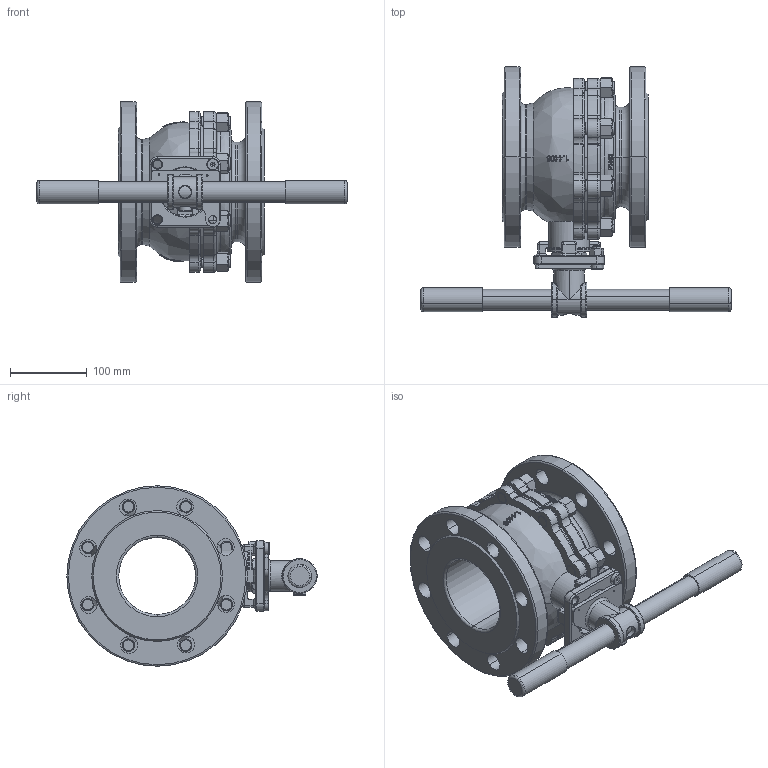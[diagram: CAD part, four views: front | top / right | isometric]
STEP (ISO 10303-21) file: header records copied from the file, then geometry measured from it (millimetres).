
FILE_DESCRIPTION (( 'STEP AP203' ), '1' );
FILE_NAME ('KV-L6N DN100.STEP', '2015-09-28T09:05:12', ( 'Sky123.Org' ), ( 'Sky123.Org' ), 'SwSTEP 2.0', 'SolidWorks 2013', '' );
FILE_SCHEMA (( 'CONFIG_CONTROL_DESIGN' ));
Products named in the file (1): KV-L6N DN100
Bounding box: 404 x 325.8 x 235 mm (x, y, z)
Volume: 4090119 mm3; surface area: 560038.7 mm2
Topology: 28 solids, 28 shells, 1279 faces, 3200 edges, 1974 vertices
Faces by surface type: bspline 331, cone 294, cylinder 293, plane 249, torus 112
Entity records: 77010 total; most frequent: CARTESIAN_POINT 48791, ORIENTED_EDGE 6376, DIRECTION 5132, EDGE_CURVE 3188, AXIS2_PLACEMENT_3D 2144, VERTEX_POINT 1974, EDGE_LOOP 1406, FACE_OUTER_BOUND 1279
